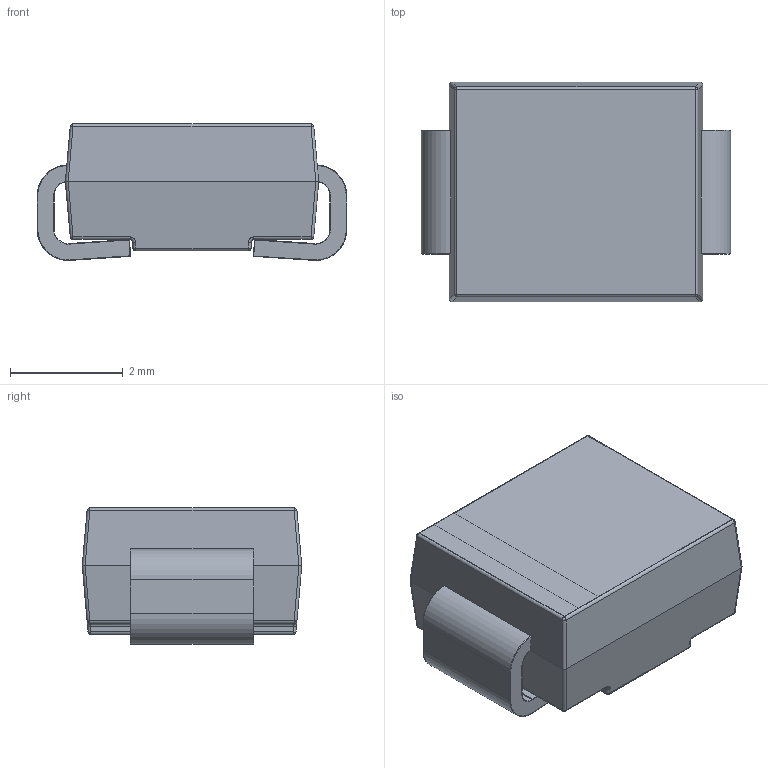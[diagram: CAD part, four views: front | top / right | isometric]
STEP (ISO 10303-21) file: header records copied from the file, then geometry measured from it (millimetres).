
FILE_DESCRIPTION (( 'STEP AP214' ), '1' );
FILE_NAME ('DO-214AB(SMC).STEP', '2016-11-05T21:48:58', ( '' ), ( '' ), 'SwSTEP 2.0', 'SolidWorks 2016', '' );
FILE_SCHEMA (( 'AUTOMOTIVE_DESIGN' ));
Length unit declared in the file: centimetre
Products named in the file (1): DO-214AB(SMC)
Bounding box: 5.5 x 3.9 x 2.43 mm (x, y, z)
Volume: 40 mm3; surface area: 100 mm2
Topology: 1 solids, 1 shells, 131 faces, 298 edges, 158 vertices
Faces by surface type: cylinder 62, bspline 35, plane 34
Entity records: 5746 total; most frequent: CARTESIAN_POINT 1651, ORIENTED_EDGE 578, DIRECTION 504, EDGE_CURVE 289, AXIS2_PLACEMENT_3D 181, VERTEX_POINT 158, VECTOR 142, LINE 142
